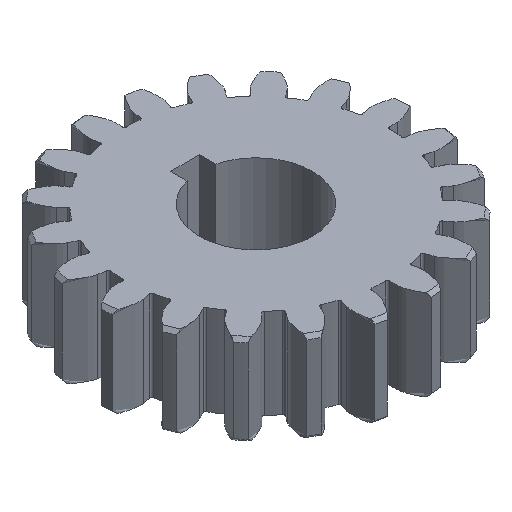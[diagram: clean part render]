
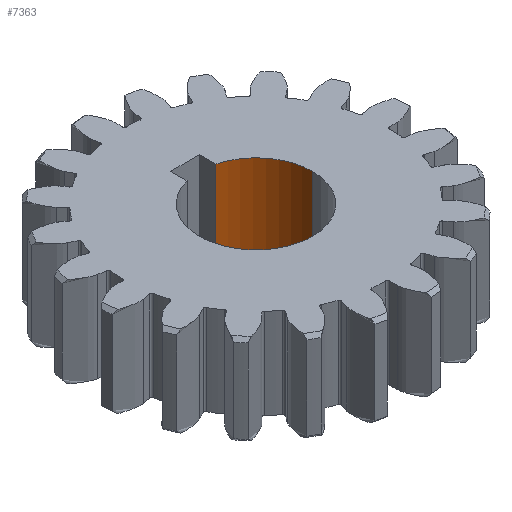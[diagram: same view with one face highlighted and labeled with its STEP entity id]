
A CAD part, isometric view. The second image highlights one B-rep face of the part: STEP entity #7363.
In plain terms, the highlighted cylindrical face has radius 1.984 mm (diameter 3.967 mm), a partial arc.
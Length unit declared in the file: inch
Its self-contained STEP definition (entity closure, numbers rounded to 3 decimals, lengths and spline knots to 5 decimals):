
#158 = VERTEX_POINT ( 'NONE', #9292 ) ;
#498 = DIRECTION ( 'NONE',  ( 1., 0., 0. ) ) ;
#544 = ORIENTED_EDGE ( 'NONE', *, *, #8691, .F. ) ;
#593 = CIRCLE ( 'NONE', #4995, 0.0781 ) ;
#853 = CARTESIAN_POINT ( 'NONE',  ( 0.0781, 0., -0.0625 ) ) ;
#1534 = CARTESIAN_POINT ( 'NONE',  ( 0.0781, 0., -0.0625 ) ) ;
#1549 = CARTESIAN_POINT ( 'NONE',  ( 0., 0., -0.0625 ) ) ;
#2220 = CYLINDRICAL_SURFACE ( 'NONE', #10128, 0.0781 ) ;
#2342 = CARTESIAN_POINT ( 'NONE',  ( 0.02, 0.0755, -0.0625 ) ) ;
#2364 = DIRECTION ( 'NONE',  ( 0., 0., 1. ) ) ;
#2414 = CARTESIAN_POINT ( 'NONE',  ( 0.02, 0.0755, -0.0625 ) ) ;
#2473 = DIRECTION ( 'NONE',  ( 1., 0., 0. ) ) ;
#3088 = CIRCLE ( 'NONE', #5285, 0.0781 ) ;
#3119 = FACE_OUTER_BOUND ( 'NONE', #8383, .T. ) ;
#3268 = DIRECTION ( 'NONE',  ( 0., 0., 1. ) ) ;
#3584 = VECTOR ( 'NONE', #3268, 39.37008 ) ;
#4012 = EDGE_CURVE ( 'NONE', #8474, #158, #5546, .T. ) ;
#4083 = EDGE_CURVE ( 'NONE', #7150, #6122, #8862, .T. ) ;
#4093 = CARTESIAN_POINT ( 'NONE',  ( 0.02, 0.0755, 0.0625 ) ) ;
#4289 = EDGE_CURVE ( 'NONE', #158, #6122, #3088, .T. ) ;
#4566 = ORIENTED_EDGE ( 'NONE', *, *, #4012, .T. ) ;
#4715 = DIRECTION ( 'NONE',  ( 1., 0., 0. ) ) ;
#4995 = AXIS2_PLACEMENT_3D ( 'NONE', #10457, #7922, #2473 ) ;
#5285 = AXIS2_PLACEMENT_3D ( 'NONE', #7031, #10164, #498 ) ;
#5450 = VECTOR ( 'NONE', #2364, 39.37008 ) ;
#5546 = LINE ( 'NONE', #1534, #3584 ) ;
#6122 = VERTEX_POINT ( 'NONE', #4093 ) ;
#7031 = CARTESIAN_POINT ( 'NONE',  ( 0., 0., 0.0625 ) ) ;
#7150 = VERTEX_POINT ( 'NONE', #2342 ) ;
#7363 = ADVANCED_FACE ( 'NONE', ( #3119 ), #2220, .F. ) ;
#7643 = ORIENTED_EDGE ( 'NONE', *, *, #4083, .F. ) ;
#7922 = DIRECTION ( 'NONE',  ( 0., 0., 1. ) ) ;
#8232 = ORIENTED_EDGE ( 'NONE', *, *, #4289, .T. ) ;
#8383 = EDGE_LOOP ( 'NONE', ( #544, #4566, #8232, #7643 ) ) ;
#8474 = VERTEX_POINT ( 'NONE', #853 ) ;
#8691 = EDGE_CURVE ( 'NONE', #8474, #7150, #593, .T. ) ;
#8774 = DIRECTION ( 'NONE',  ( 0., 0., 1. ) ) ;
#8862 = LINE ( 'NONE', #2414, #5450 ) ;
#9292 = CARTESIAN_POINT ( 'NONE',  ( 0.0781, 0., 0.0625 ) ) ;
#10128 = AXIS2_PLACEMENT_3D ( 'NONE', #1549, #8774, #4715 ) ;
#10164 = DIRECTION ( 'NONE',  ( 0., 0., 1. ) ) ;
#10457 = CARTESIAN_POINT ( 'NONE',  ( 0., 0., -0.0625 ) ) ;
